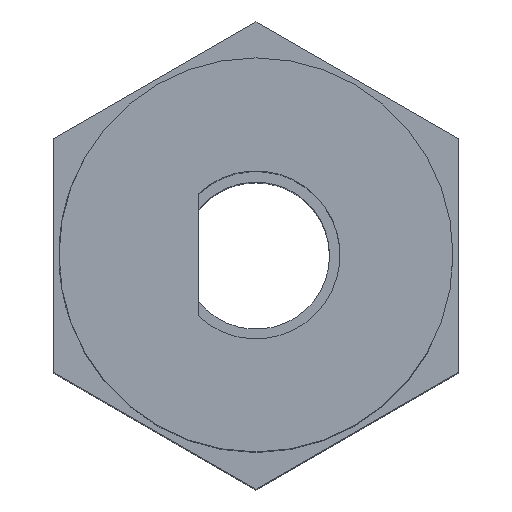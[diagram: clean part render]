
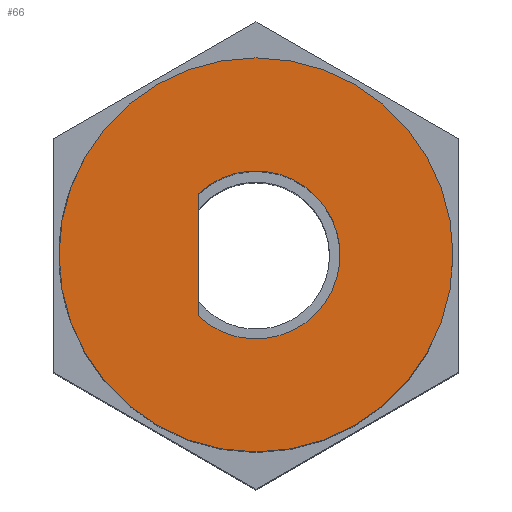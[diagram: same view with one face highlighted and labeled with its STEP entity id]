
A CAD part, top view. The second image highlights one B-rep face of the part: STEP entity #66.
In plain terms, the highlighted planar face has unit normal (0, 0, 1).
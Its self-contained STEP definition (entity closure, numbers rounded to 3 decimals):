
#50=FACE_BOUND('',#117,.T.);
#51=FACE_BOUND('',#118,.T.);
#66=ADVANCED_FACE('',(#50,#51),#84,.T.);
#84=PLANE('',#374);
#117=EDGE_LOOP('',(#185,#186));
#118=EDGE_LOOP('',(#187));
#132=CIRCLE('',#371,3.75);
#133=CIRCLE('',#373,1.6);
#185=ORIENTED_EDGE('',*,*,#261,.F.);
#186=ORIENTED_EDGE('',*,*,#284,.F.);
#187=ORIENTED_EDGE('',*,*,#283,.T.);
#228=VERTEX_POINT('',#481);
#231=VERTEX_POINT('',#486);
#247=VERTEX_POINT('',#591);
#261=EDGE_CURVE('',#231,#228,#304,.T.);
#283=EDGE_CURVE('',#247,#247,#132,.T.);
#284=EDGE_CURVE('',#228,#231,#133,.T.);
#304=LINE('',#487,#332);
#332=VECTOR('',#395,1.);
#371=AXIS2_PLACEMENT_3D('',#590,#436,#437);
#373=AXIS2_PLACEMENT_3D('',#593,#440,#441);
#374=AXIS2_PLACEMENT_3D('',#594,#442,#443);
#395=DIRECTION('',(0.,-1.,0.));
#436=DIRECTION('',(0.,0.,1.));
#437=DIRECTION('',(0.866,0.5,0.));
#440=DIRECTION('',(0.,0.,1.));
#441=DIRECTION('',(1.,0.,0.));
#442=DIRECTION('',(0.,0.,1.));
#443=DIRECTION('',(1.,0.,0.));
#481=CARTESIAN_POINT('',(-1.1,-1.162,17.));
#486=CARTESIAN_POINT('',(-1.1,1.162,17.));
#487=CARTESIAN_POINT('',(-1.1,1.162,17.));
#590=CARTESIAN_POINT('',(0.,0.,17.));
#591=CARTESIAN_POINT('',(3.248,1.875,17.));
#593=CARTESIAN_POINT('',(0.,0.,17.));
#594=CARTESIAN_POINT('',(0.,0.,17.));
